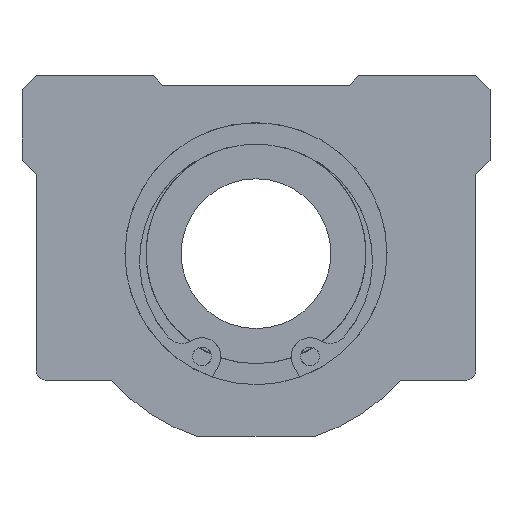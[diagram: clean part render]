
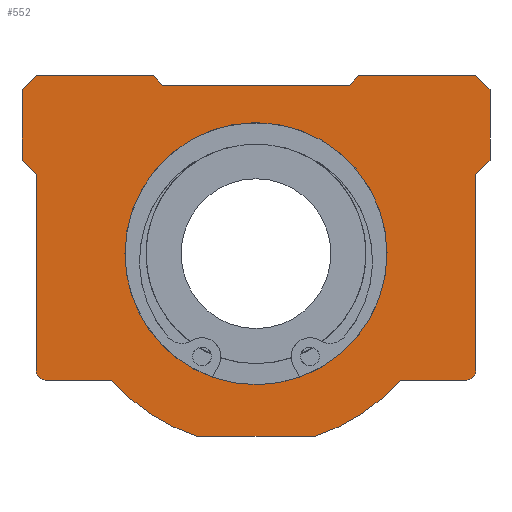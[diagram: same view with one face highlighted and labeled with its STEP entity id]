
A CAD part, left-side view. The second image highlights one B-rep face of the part: STEP entity #552.
In plain terms, the highlighted planar face has unit normal (-1, 0, 0).
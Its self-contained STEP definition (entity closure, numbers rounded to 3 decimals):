
#475=CIRCLE('',#4468,14.);
#477=CIRCLE('',#4471,1.);
#484=CIRCLE('',#4481,1.);
#485=CIRCLE('',#4483,20.5);
#486=CIRCLE('',#4484,20.5);
#552=ADVANCED_FACE('',(#934,#935),#778,.F.);
#778=PLANE('',#4485);
#934=FACE_BOUND('',#1073,.T.);
#935=FACE_BOUND('',#1074,.T.);
#1073=EDGE_LOOP('',(#2256,#2257,#2258,#2259,#2260,#2261,#2262,#2263,#2264,
#2265,#2266,#2267,#2268,#2269,#2270,#2271,#2272,#2273,#2274,#2275));
#1074=EDGE_LOOP('',(#2276));
#1323=LINE('',#5776,#1601);
#1362=LINE('',#6187,#1640);
#1406=LINE('',#6607,#1684);
#1421=LINE('',#6652,#1699);
#1422=LINE('',#6656,#1700);
#1423=LINE('',#6657,#1701);
#1424=LINE('',#6659,#1702);
#1425=LINE('',#6661,#1703);
#1426=LINE('',#6663,#1704);
#1427=LINE('',#6665,#1705);
#1428=LINE('',#6667,#1706);
#1429=LINE('',#6669,#1707);
#1430=LINE('',#6671,#1708);
#1431=LINE('',#6673,#1709);
#1432=LINE('',#6675,#1710);
#1433=LINE('',#6677,#1711);
#1601=VECTOR('',#4655,1.);
#1640=VECTOR('',#4696,1.);
#1684=VECTOR('',#4956,1.);
#1699=VECTOR('',#4993,1.);
#1700=VECTOR('',#4996,1.);
#1701=VECTOR('',#4997,1.);
#1702=VECTOR('',#4998,1.);
#1703=VECTOR('',#4999,1.);
#1704=VECTOR('',#5000,1.);
#1705=VECTOR('',#5001,1.);
#1706=VECTOR('',#5002,1.);
#1707=VECTOR('',#5003,1.);
#1708=VECTOR('',#5004,1.);
#1709=VECTOR('',#5005,1.);
#1710=VECTOR('',#5006,1.);
#1711=VECTOR('',#5007,1.);
#2256=ORIENTED_EDGE('',*,*,#3723,.F.);
#2257=ORIENTED_EDGE('',*,*,#3726,.F.);
#2258=ORIENTED_EDGE('',*,*,#3748,.F.);
#2259=ORIENTED_EDGE('',*,*,#3749,.F.);
#2260=ORIENTED_EDGE('',*,*,#3750,.F.);
#2261=ORIENTED_EDGE('',*,*,#3751,.F.);
#2262=ORIENTED_EDGE('',*,*,#3746,.F.);
#2263=ORIENTED_EDGE('',*,*,#3595,.F.);
#2264=ORIENTED_EDGE('',*,*,#3752,.F.);
#2265=ORIENTED_EDGE('',*,*,#3753,.F.);
#2266=ORIENTED_EDGE('',*,*,#3754,.F.);
#2267=ORIENTED_EDGE('',*,*,#3755,.F.);
#2268=ORIENTED_EDGE('',*,*,#3756,.F.);
#2269=ORIENTED_EDGE('',*,*,#3757,.F.);
#2270=ORIENTED_EDGE('',*,*,#3758,.F.);
#2271=ORIENTED_EDGE('',*,*,#3759,.F.);
#2272=ORIENTED_EDGE('',*,*,#3760,.F.);
#2273=ORIENTED_EDGE('',*,*,#3761,.F.);
#2274=ORIENTED_EDGE('',*,*,#3762,.F.);
#2275=ORIENTED_EDGE('',*,*,#3530,.F.);
#2276=ORIENTED_EDGE('',*,*,#3720,.T.);
#3135=VERTEX_POINT('',#5774);
#3137=VERTEX_POINT('',#5777);
#3199=VERTEX_POINT('',#6182);
#3201=VERTEX_POINT('',#6186);
#3291=VERTEX_POINT('',#6595);
#3293=VERTEX_POINT('',#6600);
#3295=VERTEX_POINT('',#6606);
#3313=VERTEX_POINT('',#6647);
#3314=VERTEX_POINT('',#6651);
#3315=VERTEX_POINT('',#6653);
#3316=VERTEX_POINT('',#6655);
#3317=VERTEX_POINT('',#6658);
#3318=VERTEX_POINT('',#6660);
#3319=VERTEX_POINT('',#6662);
#3320=VERTEX_POINT('',#6664);
#3321=VERTEX_POINT('',#6666);
#3322=VERTEX_POINT('',#6668);
#3323=VERTEX_POINT('',#6670);
#3324=VERTEX_POINT('',#6672);
#3325=VERTEX_POINT('',#6674);
#3326=VERTEX_POINT('',#6676);
#3530=EDGE_CURVE('',#3135,#3137,#1323,.T.);
#3595=EDGE_CURVE('',#3201,#3199,#1362,.T.);
#3720=EDGE_CURVE('',#3291,#3291,#475,.T.);
#3723=EDGE_CURVE('',#3293,#3135,#477,.T.);
#3726=EDGE_CURVE('',#3295,#3293,#1406,.T.);
#3746=EDGE_CURVE('',#3199,#3313,#484,.T.);
#3748=EDGE_CURVE('',#3314,#3295,#485,.T.);
#3749=EDGE_CURVE('',#3315,#3314,#1421,.T.);
#3750=EDGE_CURVE('',#3316,#3315,#486,.T.);
#3751=EDGE_CURVE('',#3313,#3316,#1422,.T.);
#3752=EDGE_CURVE('',#3317,#3201,#1423,.T.);
#3753=EDGE_CURVE('',#3318,#3317,#1424,.T.);
#3754=EDGE_CURVE('',#3319,#3318,#1425,.T.);
#3755=EDGE_CURVE('',#3320,#3319,#1426,.T.);
#3756=EDGE_CURVE('',#3321,#3320,#1427,.T.);
#3757=EDGE_CURVE('',#3322,#3321,#1428,.T.);
#3758=EDGE_CURVE('',#3323,#3322,#1429,.T.);
#3759=EDGE_CURVE('',#3324,#3323,#1430,.T.);
#3760=EDGE_CURVE('',#3325,#3324,#1431,.T.);
#3761=EDGE_CURVE('',#3326,#3325,#1432,.T.);
#3762=EDGE_CURVE('',#3137,#3326,#1433,.T.);
#4468=AXIS2_PLACEMENT_3D('',#6594,#4943,#4944);
#4471=AXIS2_PLACEMENT_3D('',#6601,#4950,#4951);
#4481=AXIS2_PLACEMENT_3D('',#6646,#4986,#4987);
#4483=AXIS2_PLACEMENT_3D('',#6650,#4991,#4992);
#4484=AXIS2_PLACEMENT_3D('',#6654,#4994,#4995);
#4485=AXIS2_PLACEMENT_3D('',#6678,#5008,#5009);
#4655=DIRECTION('',(0.,0.,1.));
#4696=DIRECTION('',(0.,0.,-1.));
#4943=DIRECTION('',(1.,0.,0.));
#4944=DIRECTION('',(0.,-1.,0.));
#4950=DIRECTION('',(1.,0.,0.));
#4951=DIRECTION('',(0.,0.707,-0.707));
#4956=DIRECTION('',(0.,1.,0.));
#4986=DIRECTION('',(1.,0.,0.));
#4987=DIRECTION('',(0.,-0.707,-0.707));
#4991=DIRECTION('',(1.,0.,0.));
#4992=DIRECTION('',(0.,0.,-1.));
#4993=DIRECTION('',(0.,1.,0.));
#4994=DIRECTION('',(1.,0.,0.));
#4995=DIRECTION('',(0.,0.,-1.));
#4996=DIRECTION('',(0.,1.,0.));
#4997=DIRECTION('',(0.,0.707,-0.707));
#4998=DIRECTION('',(0.,0.,-1.));
#4999=DIRECTION('',(0.,-0.707,-0.707));
#5000=DIRECTION('',(0.,-1.,0.));
#5001=DIRECTION('',(0.,-0.707,0.707));
#5002=DIRECTION('',(0.,-1.,0.));
#5003=DIRECTION('',(0.,-0.707,-0.707));
#5004=DIRECTION('',(0.,-1.,0.));
#5005=DIRECTION('',(0.,-0.707,0.707));
#5006=DIRECTION('',(0.,0.,1.));
#5007=DIRECTION('',(0.,0.707,0.707));
#5008=DIRECTION('',(1.,0.,0.));
#5009=DIRECTION('',(0.,0.,-1.));
#5774=CARTESIAN_POINT('',(0.,23.5,-12.5));
#5776=CARTESIAN_POINT('',(0.,23.5,-11.5));
#5777=CARTESIAN_POINT('',(0.,23.5,8.5));
#6182=CARTESIAN_POINT('',(0.,-23.5,-12.5));
#6186=CARTESIAN_POINT('',(0.,-23.5,8.5));
#6187=CARTESIAN_POINT('',(0.,-23.5,8.5));
#6594=CARTESIAN_POINT('',(0.,0.,0.));
#6595=CARTESIAN_POINT('',(0.,14.,0.));
#6600=CARTESIAN_POINT('',(0.,22.5,-13.5));
#6601=CARTESIAN_POINT('',(0.,22.5,-12.5));
#6606=CARTESIAN_POINT('',(0.,15.427,-13.5));
#6607=CARTESIAN_POINT('',(0.,0.,-13.5));
#6646=CARTESIAN_POINT('',(0.,-22.5,-12.5));
#6647=CARTESIAN_POINT('',(0.,-22.5,-13.5));
#6650=CARTESIAN_POINT('',(0.,0.,0.));
#6651=CARTESIAN_POINT('',(0.,6.325,-19.5));
#6652=CARTESIAN_POINT('',(0.,0.,-19.5));
#6653=CARTESIAN_POINT('',(0.,-6.325,-19.5));
#6654=CARTESIAN_POINT('',(0.,0.,0.));
#6655=CARTESIAN_POINT('',(0.,-15.427,-13.5));
#6656=CARTESIAN_POINT('',(0.,0.,-13.5));
#6657=CARTESIAN_POINT('',(0.,-25.,10.));
#6658=CARTESIAN_POINT('',(0.,-25.,10.));
#6659=CARTESIAN_POINT('',(0.,-25.,17.5));
#6660=CARTESIAN_POINT('',(0.,-25.,17.5));
#6661=CARTESIAN_POINT('',(0.,-23.5,19.));
#6662=CARTESIAN_POINT('',(0.,-23.5,19.));
#6663=CARTESIAN_POINT('',(0.,-11.,19.));
#6664=CARTESIAN_POINT('',(0.,-11.,19.));
#6665=CARTESIAN_POINT('',(0.,-10.,18.));
#6666=CARTESIAN_POINT('',(0.,-10.,18.));
#6667=CARTESIAN_POINT('',(0.,10.,18.));
#6668=CARTESIAN_POINT('',(0.,10.,18.));
#6669=CARTESIAN_POINT('',(0.,11.,19.));
#6670=CARTESIAN_POINT('',(0.,11.,19.));
#6671=CARTESIAN_POINT('',(0.,23.5,19.));
#6672=CARTESIAN_POINT('',(0.,23.5,19.));
#6673=CARTESIAN_POINT('',(0.,25.,17.5));
#6674=CARTESIAN_POINT('',(0.,25.,17.5));
#6675=CARTESIAN_POINT('',(0.,25.,10.));
#6676=CARTESIAN_POINT('',(0.,25.,10.));
#6677=CARTESIAN_POINT('',(0.,23.5,8.5));
#6678=CARTESIAN_POINT('',(0.,0.,2.049));
